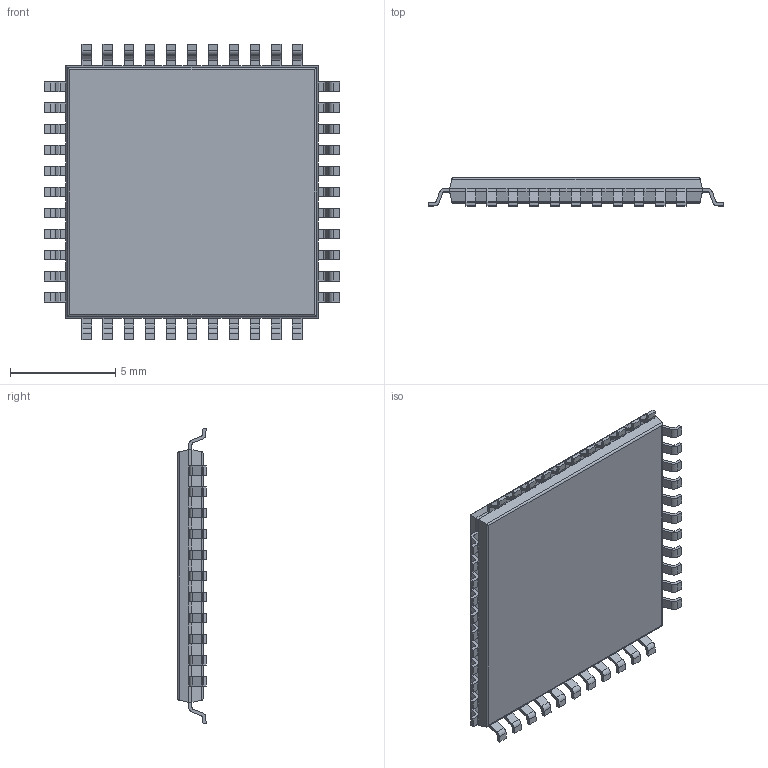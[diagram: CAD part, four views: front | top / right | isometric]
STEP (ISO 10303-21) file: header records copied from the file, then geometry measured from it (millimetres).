
FILE_DESCRIPTION (( 'STEP AP214' ), '1' );
FILE_NAME ('User Library-IPC QFP-full.STEP', '2020-11-03T14:08:50', ( '' ), ( '' ), 'SwSTEP 2.0', 'SolidWorks 2020', '' );
FILE_SCHEMA (( 'AUTOMOTIVE_DESIGN' ));
Length unit declared in the file: millimetre
Products named in the file (1): User Library-IPC QFP-full
Bounding box: 14.02 x 1.35 x 14.02 mm (x, y, z)
Volume: 174.1 mm3; surface area: 407.8 mm2
Topology: 1 solids, 1 shells, 641 faces, 1722 edges, 1084 vertices
Faces by surface type: plane 455, cylinder 186
Entity records: 26801 total; most frequent: CARTESIAN_POINT 3472, ORIENTED_EDGE 3444, DIRECTION 3354, EDGE_CURVE 1722, VECTOR 1358, LINE 1358, VERTEX_POINT 1084, AXIS2_PLACEMENT_3D 998
